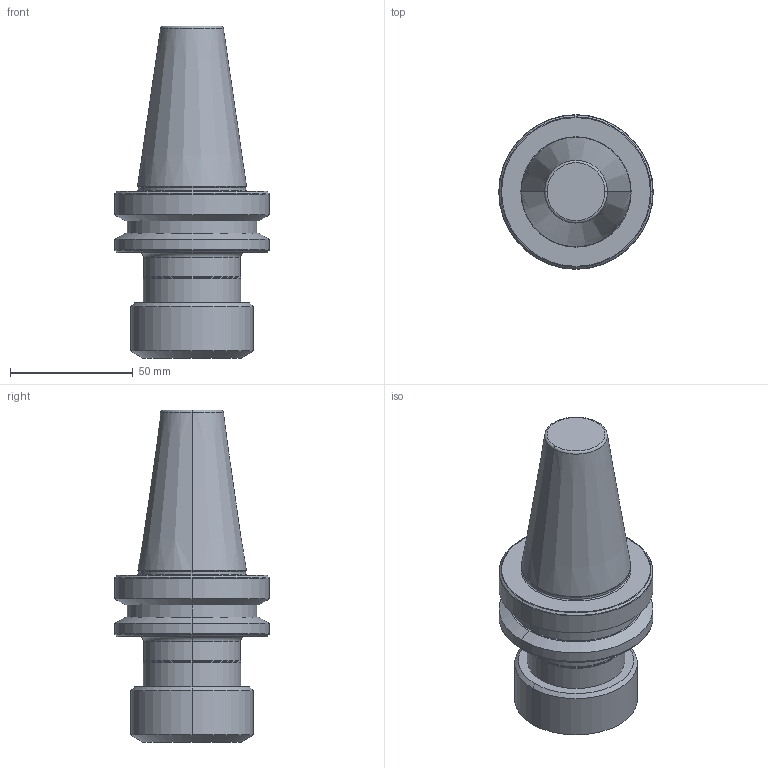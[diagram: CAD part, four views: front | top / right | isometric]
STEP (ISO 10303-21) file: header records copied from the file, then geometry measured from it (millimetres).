
FILE_DESCRIPTION (( 'STEP AP203' ), '1' );
FILE_NAME ('BT40 ER 32 070 AD-6.3G15000 SL.STEP', '2019-05-20T11:27:07', ( '' ), ( '' ), 'SwSTEP 2.0', 'SolidWorks 2014', '' );
FILE_SCHEMA (( 'CONFIG_CONTROL_DESIGN' ));
Length unit declared in the file: millimetre
Products named in the file (1): BT40 ER 32 070 AD-6.3G15000 SL
Bounding box: 63 x 63 x 135.4 mm (x, y, z)
Volume: 206776.3 mm3; surface area: 25277.9 mm2
Topology: 1 solids, 1 shells, 55 faces, 108 edges, 60 vertices
Faces by surface type: cone 18, torus 16, cylinder 14, plane 7
Entity records: 1487 total; most frequent: DIRECTION 296, CARTESIAN_POINT 224, ORIENTED_EDGE 216, AXIS2_PLACEMENT_3D 132, EDGE_CURVE 108, CIRCLE 76, VERTEX_POINT 60, EDGE_LOOP 60
